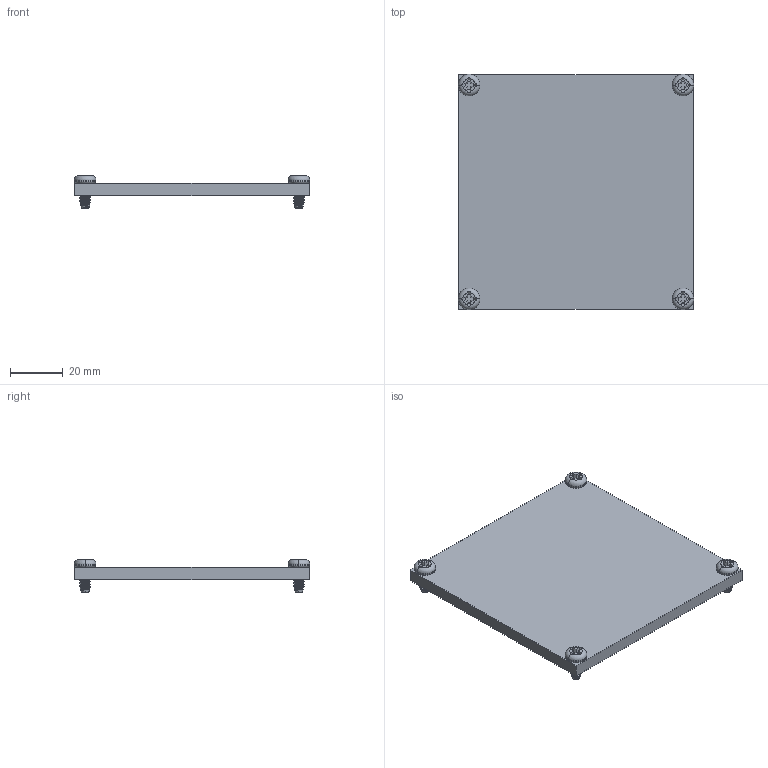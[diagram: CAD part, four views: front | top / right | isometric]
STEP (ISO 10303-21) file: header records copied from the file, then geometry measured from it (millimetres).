
FILE_DESCRIPTION((''),'2;1');
FILE_NAME('PVCBP44-IMP_ASM','2017-01-10T',('wtidwell'),(''),'CREO PARAMETRIC BY PTC INC, 2016050','CREO PARAMETRIC BY PTC INC, 2016050','');
FILE_SCHEMA(('CONFIG_CONTROL_DESIGN'));
Length unit declared in the file: inch
Products named in the file (3): PNL44PVC-104; 9912597-82-10; PVCBP44-IMP_ASM
Assembly tree (5 placements, depth 2):
  PVCBP44-IMP_ASM
    PNL44PVC-104
    9912597-82-10  x4
Bounding box: 89.14 x 89.14 x 12.45 mm (x, y, z)
Volume: 38140.3 mm3; surface area: 18959 mm2
Topology: 5 solids, 5 shells, 422 faces, 1212 edges, 804 vertices
Faces by surface type: cylinder 152, plane 110, bspline 92, cone 52, torus 16
Entity records: 8161 total; most frequent: CARTESIAN_POINT 5351, ORIENTED_EDGE 660, DIRECTION 420, EDGE_CURVE 330, VERTEX_POINT 219, B_SPLINE_CURVE_WITH_KNOTS 160, AXIS2_PLACEMENT_3D 149, EDGE_LOOP 125
